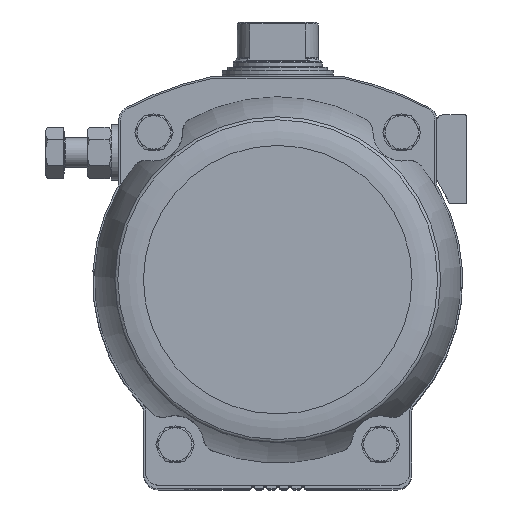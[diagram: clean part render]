
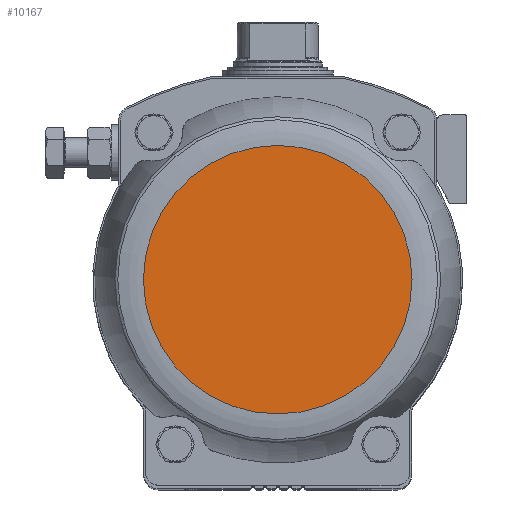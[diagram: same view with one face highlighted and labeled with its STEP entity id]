
A CAD part, top view. The second image highlights one B-rep face of the part: STEP entity #10167.
In plain terms, the highlighted planar face has unit normal (0, 0, 1).
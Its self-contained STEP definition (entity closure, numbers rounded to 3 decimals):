
#406=PLANE('',#11205);
#3563=ORIENTED_EDGE('',*,*,#5750,.T.);
#5750=EDGE_CURVE('',#6999,#6999,#7697,.T.);
#6999=VERTEX_POINT('',#17086);
#7697=CIRCLE('',#11204,72.59);
#8349=EDGE_LOOP('',(#3563));
#9240=FACE_BOUND('',#8349,.T.);
#10167=ADVANCED_FACE('',(#9240),#406,.F.);
#11204=AXIS2_PLACEMENT_3D('',#17085,#13422,#13423);
#11205=AXIS2_PLACEMENT_3D('',#17087,#13424,#13425);
#13422=DIRECTION('',(0.,0.,1.));
#13423=DIRECTION('',(1.,0.,0.));
#13424=DIRECTION('',(0.,0.,-1.));
#13425=DIRECTION('',(-1.,0.,0.));
#17085=CARTESIAN_POINT('',(0.,0.,234.8));
#17086=CARTESIAN_POINT('',(72.59,0.,234.8));
#17087=CARTESIAN_POINT('',(72.59,0.,234.8));
